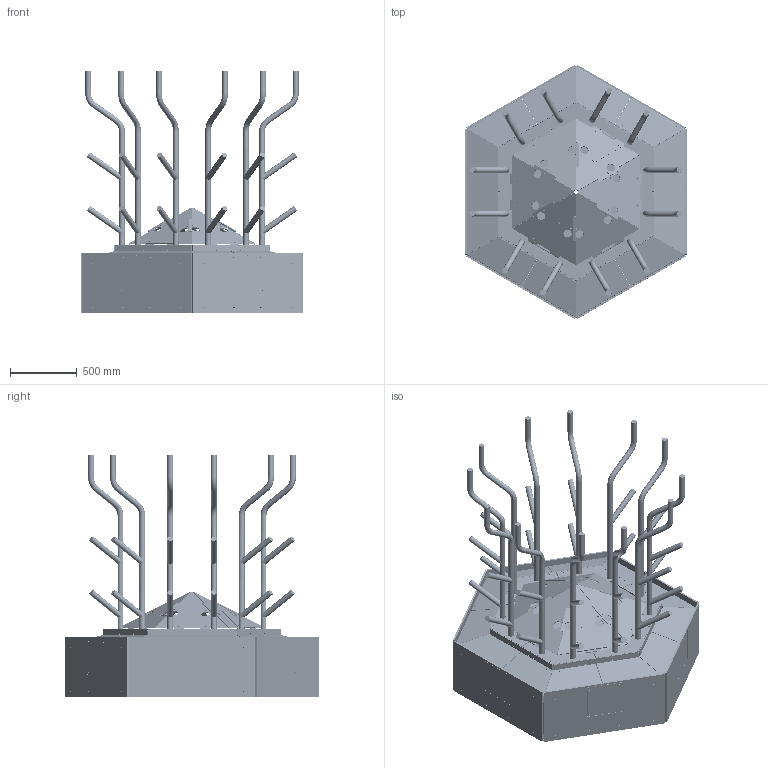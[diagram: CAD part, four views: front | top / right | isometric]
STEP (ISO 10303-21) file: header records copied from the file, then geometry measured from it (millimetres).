
FILE_DESCRIPTION(/* description */ ('STEP AP242','CAx-IF Rec.Pracs.---Representation and Presentation of Product Manufacturing Information (PMI)---4.0---2014-10-13','CAx-IF Rec.Pracs.---3D Tessellated Geometry---0.4---2014-09-14','2;1'),/* implementation_level */ '2;1');
FILE_NAME(/* name */ '67ad3538afd3fb0bf6923b1e',/* time_stamp */ '2025-02-12T23:56:42Z',/* author */ (''),/* organization */ (''),/* preprocessor_version */ 'ST-DEVELOPER v20',/* originating_system */ 'ONSHAPE BY PTC INC, 1.193',/* authorisation */ ' ');
FILE_SCHEMA (('AP242_MANAGED_MODEL_BASED_3D_ENGINEERING_MIM_LF { 1 0 10303 442 1 1 4 }'));
Length unit declared in the file: metre
Products named in the file (40): REEF (GE-25300); GE-25334-01; GE-25305-01; GE-25331-01; GE-25335; GE-25329; GE-25313; GE-25301; GE-25311; GE-25306; GE-25333; GE-25316; GE-25315; GE-25336; GE-25312; GE-25326-01; GE-25304; GE-25302; GE-25327-01; GE-25321-01; GE-25328; GE-25324; GE-25325; GE-25314; GE-25322-01; APRILTAG (FE-00083) <1>; FE-00082; FE-00083_ID7; GE-25307; APRILTAG (FE-00083) <4>; FE-00083_ID10; APRILTAG (FE-00083) <6>; FE-00083_ID6; APRILTAG (FE-00083) <2>; FE-00083_ID8; APRILTAG (FE-00083) <3>; FE-00083_ID9; APRILTAG (FE-00083) <5>; FE-00083_ID11; GE-25303
Assembly tree (208 placements, depth 3):
  REEF (GE-25300)
    GE-25334-01  x12
    GE-25305-01  x6
    GE-25331-01  x6
    GE-25335  x12
    GE-25329  x6
    GE-25313  x12
    GE-25301  x12
    GE-25311  x6
    GE-25306  x6
    GE-25333  x12
    GE-25316  x6
    GE-25315  x12
    GE-25336  x6
    GE-25312  x6
    GE-25326-01  x6
    GE-25304  x2
    GE-25302  x6
    GE-25327-01  x6
    GE-25321-01  x6
    GE-25328  x6
    GE-25324  x6
    GE-25325  x6
    GE-25314  x12
    GE-25322-01  x6
    APRILTAG (FE-00083) <1>
      FE-00082
      FE-00083_ID7  x2
    GE-25307
    APRILTAG (FE-00083) <4>
      FE-00082
      FE-00083_ID10  x2
    APRILTAG (FE-00083) <6>
      FE-00082
      FE-00083_ID6  x2
    APRILTAG (FE-00083) <2>
      FE-00083_ID8  x2
      FE-00082
    APRILTAG (FE-00083) <3>
      FE-00083_ID9  x2
      FE-00082
    APRILTAG (FE-00083) <5>
      FE-00083_ID11  x2
      FE-00082
    GE-25303
Bounding box: 1663.47 x 1911.07 x 1825.49 mm (x, y, z)
Volume: 115366218 mm3; surface area: 44547827.7 mm2
Topology: 202 solids, 226 shells, 8544 faces, 21728 edges, 13716 vertices
Faces by surface type: plane 4160, cylinder 4102, bspline 198, torus 48, cone 36
Full cylindrical faces by diameter (mm): 4.915 x1620, 6.747 x112, 6.756 x60, 8.738 x126, 9.525 x24, 12.7 x36, 12.878 x36, 25.4 x5, 35.052 x60, 40.64 x36, 42.164 x60, 44.45 x1, 46.037 x6, 46.038 x6, 63.5 x12
Entity records: 56989 total; most frequent: CARTESIAN_POINT 10750, DIRECTION 8839, ORIENTED_EDGE 8232, EDGE_CURVE 4116, AXIS2_PLACEMENT_3D 3134, VERTEX_POINT 2861, EDGE_LOOP 2647, FACE_BOUND 2647
